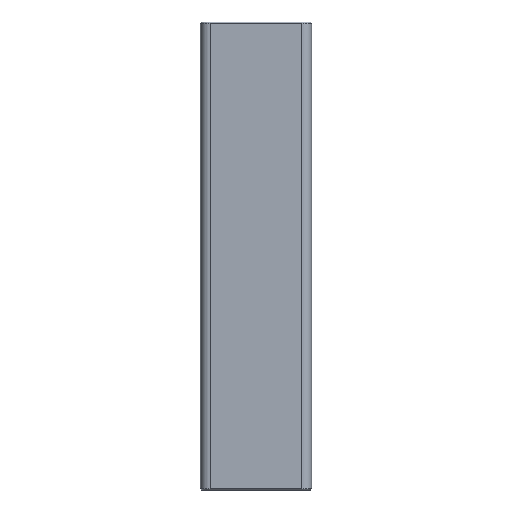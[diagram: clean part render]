
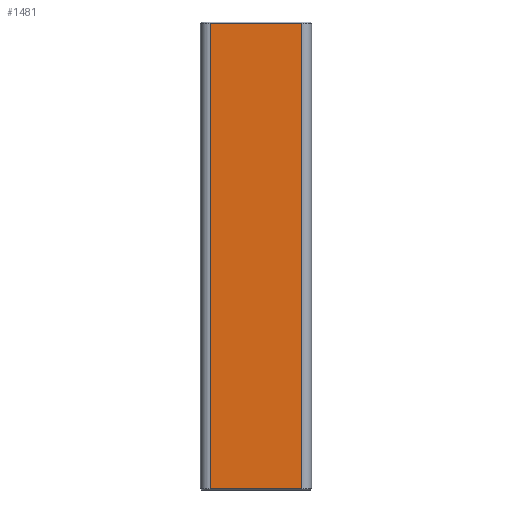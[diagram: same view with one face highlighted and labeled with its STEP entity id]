
A CAD part, front view. The second image highlights one B-rep face of the part: STEP entity #1481.
In plain terms, the highlighted planar face has unit normal (0, -1, 0).
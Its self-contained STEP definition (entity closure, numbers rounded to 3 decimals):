
#135=FACE_OUTER_BOUND('',#230,.T.);
#230=EDGE_LOOP('',(#1114,#1115,#1116,#1117));
#346=LINE('',#2295,#515);
#370=LINE('',#2357,#539);
#371=LINE('',#2361,#540);
#372=LINE('',#2362,#541);
#515=VECTOR('',#1834,10.);
#539=VECTOR('',#1902,10.);
#540=VECTOR('',#1907,10.);
#541=VECTOR('',#1908,10.);
#673=VERTEX_POINT('',#2285);
#675=VERTEX_POINT('',#2291);
#692=VERTEX_POINT('',#2356);
#693=VERTEX_POINT('',#2360);
#820=EDGE_CURVE('',#673,#675,#346,.T.);
#851=EDGE_CURVE('',#692,#675,#370,.T.);
#853=EDGE_CURVE('',#693,#673,#371,.T.);
#854=EDGE_CURVE('',#692,#693,#372,.T.);
#1114=ORIENTED_EDGE('',*,*,#820,.F.);
#1115=ORIENTED_EDGE('',*,*,#853,.F.);
#1116=ORIENTED_EDGE('',*,*,#854,.F.);
#1117=ORIENTED_EDGE('',*,*,#851,.T.);
#1408=PLANE('',#1614);
#1481=ADVANCED_FACE('',(#135),#1408,.T.);
#1614=AXIS2_PLACEMENT_3D('',#2359,#1905,#1906);
#1834=DIRECTION('',(-1.,0.,0.));
#1902=DIRECTION('',(0.,0.,-1.));
#1905=DIRECTION('center_axis',(0.,-1.,0.));
#1906=DIRECTION('ref_axis',(-1.,0.,0.));
#1907=DIRECTION('',(0.,0.,-1.));
#1908=DIRECTION('',(1.,0.,0.));
#2285=CARTESIAN_POINT('',(17.,1.35,-119.7));
#2291=CARTESIAN_POINT('',(-6.5,1.35,-119.7));
#2295=CARTESIAN_POINT('',(11.125,1.35,-119.7));
#2356=CARTESIAN_POINT('',(-6.5,1.35,-0.3));
#2357=CARTESIAN_POINT('',(-6.5,1.35,0.));
#2359=CARTESIAN_POINT('Origin',(17.,1.35,0.));
#2360=CARTESIAN_POINT('',(17.,1.35,-0.3));
#2361=CARTESIAN_POINT('',(17.,1.35,0.));
#2362=CARTESIAN_POINT('',(11.125,1.35,-0.3));
